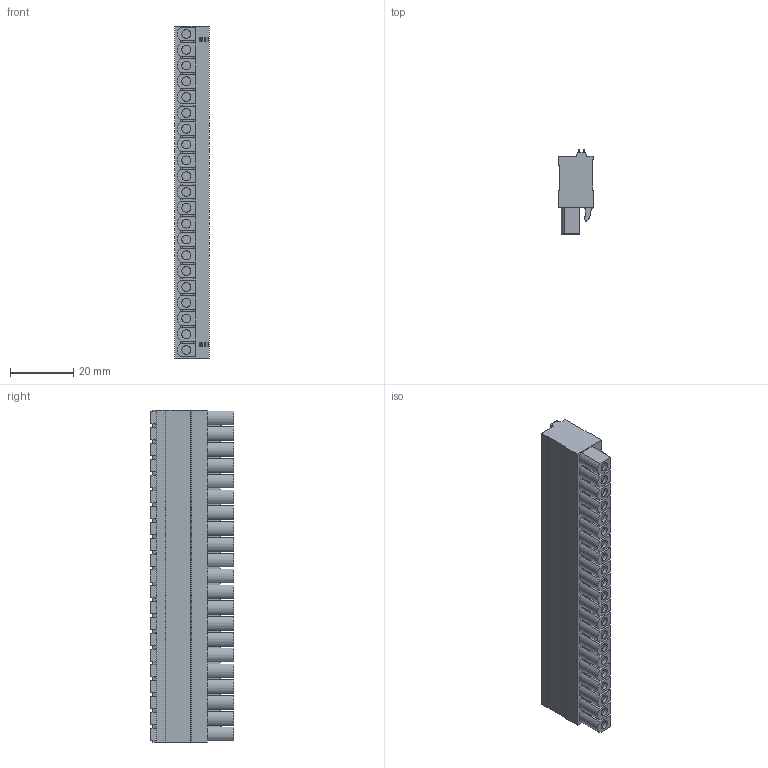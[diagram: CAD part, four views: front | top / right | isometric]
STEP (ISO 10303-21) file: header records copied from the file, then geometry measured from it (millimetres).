
FILE_DESCRIPTION((''),'2;1');
FILE_NAME('TLPS-217','2024-11-07T16:34:33',('tluser'),(''),'CREO PARAMETRIC BY PTC INC, 2018100','CREO PARAMETRIC BY PTC INC, 2018100','');
FILE_SCHEMA(('CONFIG_CONTROL_DESIGN'));
Length unit declared in the file: millimetre
Products named in the file (1): TLPS-217
Bounding box: 10.9 x 26.5 x 105 mm (x, y, z)
Volume: 21460.3 mm3; surface area: 11196 mm2
Topology: 1 solids, 1 shells, 1132 faces, 2964 edges, 1920 vertices
Faces by surface type: plane 635, cylinder 413, torus 84
Entity records: 34772 total; most frequent: DIRECTION 6138, CARTESIAN_POINT 6016, ORIENTED_EDGE 5928, EDGE_CURVE 2964, VECTOR 2054, LINE 2054, AXIS2_PLACEMENT_3D 2042, VERTEX_POINT 1920
